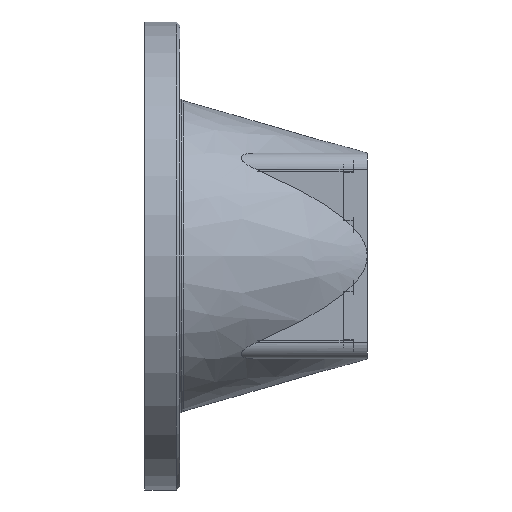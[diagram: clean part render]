
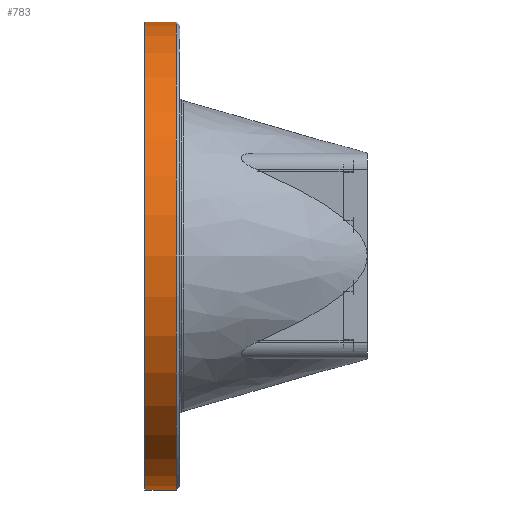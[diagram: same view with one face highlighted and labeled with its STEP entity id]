
A CAD part, front view. The second image highlights one B-rep face of the part: STEP entity #783.
In plain terms, the highlighted cylindrical face has radius 100 mm (diameter 200 mm), a full revolution.
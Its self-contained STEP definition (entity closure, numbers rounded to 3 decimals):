
#719=CARTESIAN_POINT('',(-70.331,-49.179,-35.7));
#720=VERTEX_POINT('',#719);
#727=CARTESIAN_POINT('',(-70.331,-249.179,-35.7));
#728=VERTEX_POINT('',#727);
#729=CARTESIAN_POINT('',(-70.331,-149.179,-35.7));
#730=DIRECTION('',(1.0,0.0,0.0));
#731=DIRECTION('',(0.0,1.0,0.0));
#732=AXIS2_PLACEMENT_3D('',#729,#730,#731);
#733=CIRCLE('',#732,100.0);
#734=EDGE_CURVE('',#720,#728,#733,.T.);
#736=CARTESIAN_POINT('',(-70.331,-149.179,-35.7));
#737=DIRECTION('',(1.0,0.0,0.0));
#738=DIRECTION('',(0.0,1.0,0.0));
#739=AXIS2_PLACEMENT_3D('',#736,#737,#738);
#740=CIRCLE('',#739,100.0);
#741=EDGE_CURVE('',#728,#720,#740,.T.);
#749=CARTESIAN_POINT('',(-70.331,-149.179,-35.7));
#750=DIRECTION('',(1.0,0.0,0.0));
#751=DIRECTION('',(0.0,1.0,0.0));
#752=AXIS2_PLACEMENT_3D('',#749,#750,#751);
#753=CYLINDRICAL_SURFACE('',#752,100.0);
#754=CARTESIAN_POINT('',(-83.831,-49.179,-35.7));
#755=VERTEX_POINT('',#754);
#756=CARTESIAN_POINT('',(-70.331,-49.179,-35.7));
#757=DIRECTION('',(-1.0,0.0,0.0));
#758=VECTOR('',#757,13.5);
#759=LINE('',#756,#758);
#760=EDGE_CURVE('',#720,#755,#759,.T.);
#761=ORIENTED_EDGE('',*,*,#760,.T.);
#762=CARTESIAN_POINT('',(-83.831,-249.179,-35.7));
#763=VERTEX_POINT('',#762);
#764=CARTESIAN_POINT('',(-83.831,-149.179,-35.7));
#765=DIRECTION('',(1.0,0.0,0.0));
#766=DIRECTION('',(0.0,1.0,0.0));
#767=AXIS2_PLACEMENT_3D('',#764,#765,#766);
#768=CIRCLE('',#767,100.0);
#769=EDGE_CURVE('',#755,#763,#768,.T.);
#770=ORIENTED_EDGE('',*,*,#769,.T.);
#771=CARTESIAN_POINT('',(-83.831,-149.179,-35.7));
#772=DIRECTION('',(1.0,0.0,0.0));
#773=DIRECTION('',(0.0,1.0,0.0));
#774=AXIS2_PLACEMENT_3D('',#771,#772,#773);
#775=CIRCLE('',#774,100.0);
#776=EDGE_CURVE('',#763,#755,#775,.T.);
#777=ORIENTED_EDGE('',*,*,#776,.T.);
#778=ORIENTED_EDGE('',*,*,#760,.F.);
#779=ORIENTED_EDGE('',*,*,#741,.F.);
#780=ORIENTED_EDGE('',*,*,#734,.F.);
#781=EDGE_LOOP('',(#761,#770,#777,#778,#779,#780));
#782=FACE_OUTER_BOUND('',#781,.T.);
#783=ADVANCED_FACE('',(#782),#753,.T.);
